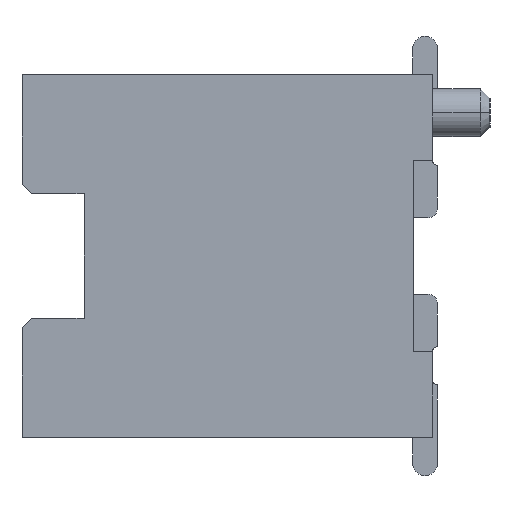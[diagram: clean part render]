
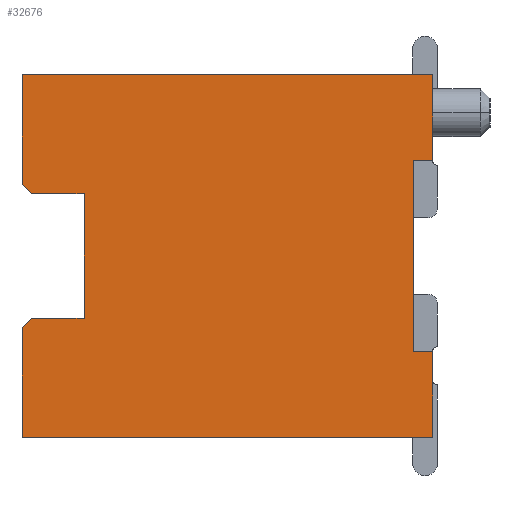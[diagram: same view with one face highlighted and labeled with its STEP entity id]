
A CAD part, left-side view. The second image highlights one B-rep face of the part: STEP entity #32676.
In plain terms, the highlighted planar face has unit normal (-1, 0, 0).
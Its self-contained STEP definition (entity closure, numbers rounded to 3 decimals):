
#9=DIRECTION('',(0.,0.,1.));
#10=VECTOR('',#9,0.9);
#11=CARTESIAN_POINT('',(-6.1,0.,1.));
#12=LINE('',#11,#10);
#29=DIRECTION('',(0.,0.,1.));
#30=VECTOR('',#29,0.9);
#31=CARTESIAN_POINT('',(-6.1,0.,-1.9));
#32=LINE('',#31,#30);
#97=DIRECTION('',(0.,1.,0.));
#98=VECTOR('',#97,4.3);
#99=CARTESIAN_POINT('',(-6.1,0.,1.9));
#100=LINE('',#99,#98);
#5149=DIRECTION('',(0.,0.,1.));
#5150=VECTOR('',#5149,1.15);
#5151=CARTESIAN_POINT('',(-6.1,4.3,0.75));
#5152=LINE('',#5151,#5150);
#5181=DIRECTION('',(0.,0.,1.));
#5182=VECTOR('',#5181,1.15);
#5183=CARTESIAN_POINT('',(-6.1,4.3,-1.9));
#5184=LINE('',#5183,#5182);
#6281=DIRECTION('',(0.,0.707,-0.707));
#6282=VECTOR('',#6281,0.141);
#6283=CARTESIAN_POINT('',(-6.1,4.2,-0.65));
#6284=LINE('',#6283,#6282);
#6285=DIRECTION('',(0.,-1.,0.));
#6286=VECTOR('',#6285,0.55);
#6287=CARTESIAN_POINT('',(-6.1,4.2,-0.65));
#6288=LINE('',#6287,#6286);
#6289=DIRECTION('',(0.,0.,-1.));
#6290=VECTOR('',#6289,1.3);
#6291=CARTESIAN_POINT('',(-6.1,3.65,0.65));
#6292=LINE('',#6291,#6290);
#6293=DIRECTION('',(0.,-1.,0.));
#6294=VECTOR('',#6293,0.55);
#6295=CARTESIAN_POINT('',(-6.1,4.2,0.65));
#6296=LINE('',#6295,#6294);
#6297=DIRECTION('',(0.,-0.707,-0.707));
#6298=VECTOR('',#6297,0.141);
#6299=CARTESIAN_POINT('',(-6.1,4.3,0.75));
#6300=LINE('',#6299,#6298);
#6301=DIRECTION('',(0.,1.,0.));
#6302=VECTOR('',#6301,0.2);
#6303=CARTESIAN_POINT('',(-6.1,0.,1.));
#6304=LINE('',#6303,#6302);
#6305=DIRECTION('',(0.,0.,1.));
#6306=VECTOR('',#6305,2.);
#6307=CARTESIAN_POINT('',(-6.1,0.2,-1.));
#6308=LINE('',#6307,#6306);
#6309=DIRECTION('',(0.,1.,0.));
#6310=VECTOR('',#6309,0.2);
#6311=CARTESIAN_POINT('',(-6.1,0.,-1.));
#6312=LINE('',#6311,#6310);
#6313=DIRECTION('',(0.,1.,0.));
#6314=VECTOR('',#6313,4.3);
#6315=CARTESIAN_POINT('',(-6.1,0.,-1.9));
#6316=LINE('',#6315,#6314);
#21149=CARTESIAN_POINT('',(-6.1,4.3,1.9));
#21151=VERTEX_POINT('',#21149);
#21154=CARTESIAN_POINT('',(-6.1,4.3,-1.9));
#21156=VERTEX_POINT('',#21154);
#21157=CARTESIAN_POINT('',(-6.1,0.,-1.9));
#21158=VERTEX_POINT('',#21157);
#21159=CARTESIAN_POINT('',(-6.1,0.,1.9));
#21160=VERTEX_POINT('',#21159);
#21193=CARTESIAN_POINT('',(-6.1,0.,1.));
#21194=VERTEX_POINT('',#21193);
#21195=CARTESIAN_POINT('',(-6.1,0.,-1.));
#21197=VERTEX_POINT('',#21195);
#21213=CARTESIAN_POINT('',(-6.1,0.2,-1.));
#21214=CARTESIAN_POINT('',(-6.1,0.2,1.));
#21215=VERTEX_POINT('',#21213);
#21216=VERTEX_POINT('',#21214);
#21261=CARTESIAN_POINT('',(-6.1,3.65,0.65));
#21262=CARTESIAN_POINT('',(-6.1,3.65,-0.65));
#21263=VERTEX_POINT('',#21261);
#21264=VERTEX_POINT('',#21262);
#27677=CARTESIAN_POINT('',(-6.1,4.2,-0.65));
#27678=CARTESIAN_POINT('',(-6.1,4.3,-0.75));
#27679=VERTEX_POINT('',#27677);
#27680=VERTEX_POINT('',#27678);
#27737=CARTESIAN_POINT('',(-6.1,4.3,0.75));
#27738=CARTESIAN_POINT('',(-6.1,4.2,0.65));
#27739=VERTEX_POINT('',#27737);
#27740=VERTEX_POINT('',#27738);
#32651=CARTESIAN_POINT('',(-6.1,0.,-1.9));
#32652=DIRECTION('',(-1.,0.,0.));
#32653=DIRECTION('',(0.,0.,1.));
#32654=AXIS2_PLACEMENT_3D('',#32651,#32652,#32653);
#32655=PLANE('',#32654);
#32656=ORIENTED_EDGE('',*,*,#32642,.F.);
#32657=ORIENTED_EDGE('',*,*,#32617,.T.);
#32658=ORIENTED_EDGE('',*,*,#32499,.F.);
#32660=ORIENTED_EDGE('',*,*,#32659,.F.);
#32662=ORIENTED_EDGE('',*,*,#32661,.F.);
#32663=ORIENTED_EDGE('',*,*,#31211,.T.);
#32664=ORIENTED_EDGE('',*,*,#27859,.F.);
#32665=ORIENTED_EDGE('',*,*,#27766,.F.);
#32667=ORIENTED_EDGE('',*,*,#32666,.T.);
#32668=ORIENTED_EDGE('',*,*,#28299,.F.);
#32670=ORIENTED_EDGE('',*,*,#32669,.F.);
#32671=ORIENTED_EDGE('',*,*,#27790,.F.);
#32672=ORIENTED_EDGE('',*,*,#29244,.T.);
#32673=ORIENTED_EDGE('',*,*,#31235,.T.);
#32674=EDGE_LOOP('',(#32656,#32657,#32658,#32660,#32662,#32663,#32664,#32665,
#32667,#32668,#32670,#32671,#32672,#32673));
#32675=FACE_OUTER_BOUND('',#32674,.F.);
#27766=EDGE_CURVE('',#21194,#21160,#12,.T.);
#27790=EDGE_CURVE('',#21158,#21197,#32,.T.);
#27859=EDGE_CURVE('',#21160,#21151,#100,.T.);
#28299=EDGE_CURVE('',#21215,#21216,#6308,.T.);
#29244=EDGE_CURVE('',#21158,#21156,#6316,.T.);
#31211=EDGE_CURVE('',#27739,#21151,#5152,.T.);
#31235=EDGE_CURVE('',#21156,#27680,#5184,.T.);
#32499=EDGE_CURVE('',#21263,#21264,#6292,.T.);
#32617=EDGE_CURVE('',#27679,#21264,#6288,.T.);
#32642=EDGE_CURVE('',#27679,#27680,#6284,.T.);
#32659=EDGE_CURVE('',#27740,#21263,#6296,.T.);
#32661=EDGE_CURVE('',#27739,#27740,#6300,.T.);
#32666=EDGE_CURVE('',#21194,#21216,#6304,.T.);
#32669=EDGE_CURVE('',#21197,#21215,#6312,.T.);
#32676=ADVANCED_FACE('',(#32675),#32655,.T.);
